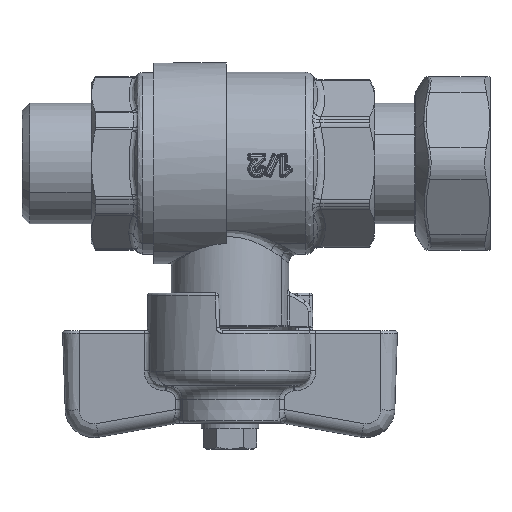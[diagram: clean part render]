
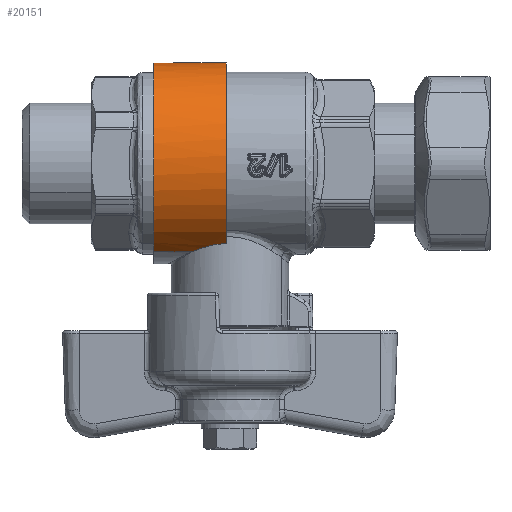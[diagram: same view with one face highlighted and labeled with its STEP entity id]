
A CAD part, top view. The second image highlights one B-rep face of the part: STEP entity #20151.
In plain terms, the highlighted cylindrical face has radius 17.4 mm (diameter 34.8 mm), a partial arc.
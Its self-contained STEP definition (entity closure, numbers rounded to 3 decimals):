
#19966=CARTESIAN_POINT('Control Point',(-13.179,-15.27,8.342)) ;
#19967=CARTESIAN_POINT('Control Point',(-13.179,-14.997,8.842)) ;
#19968=CARTESIAN_POINT('Control Point',(-13.179,-14.699,9.328)) ;
#19969=CARTESIAN_POINT('Control Point',(-13.179,-14.058,10.269)) ;
#19970=CARTESIAN_POINT('Control Point',(-13.179,-13.714,10.724)) ;
#19971=CARTESIAN_POINT('Control Point',(-13.179,-12.984,11.598)) ;
#19972=CARTESIAN_POINT('Control Point',(-13.179,-12.597,12.016)) ;
#19973=CARTESIAN_POINT('Control Point',(-13.179,-11.785,12.814)) ;
#19974=CARTESIAN_POINT('Control Point',(-13.179,-11.359,13.193)) ;
#19975=CARTESIAN_POINT('Control Point',(-13.179,-10.472,13.908)) ;
#19976=CARTESIAN_POINT('Control Point',(-13.179,-10.011,14.243)) ;
#19977=CARTESIAN_POINT('Control Point',(-13.179,-9.058,14.867)) ;
#19978=CARTESIAN_POINT('Control Point',(-13.179,-8.567,15.156)) ;
#19979=CARTESIAN_POINT('Control Point',(-13.179,-7.557,15.683)) ;
#19980=CARTESIAN_POINT('Control Point',(-13.179,-7.04,15.923)) ;
#19981=CARTESIAN_POINT('Control Point',(-13.179,-5.984,16.349)) ;
#19982=CARTESIAN_POINT('Control Point',(-13.179,-5.445,16.536)) ;
#19983=CARTESIAN_POINT('Control Point',(-13.179,-4.352,16.856)) ;
#19984=CARTESIAN_POINT('Control Point',(-13.179,-3.798,16.99)) ;
#19985=CARTESIAN_POINT('Control Point',(-13.179,-2.679,17.202)) ;
#19986=CARTESIAN_POINT('Control Point',(-13.179,-2.115,17.28)) ;
#19987=CARTESIAN_POINT('Control Point',(-13.179,-0.98,17.382)) ;
#19988=CARTESIAN_POINT('Control Point',(-13.179,-0.411,17.404)) ;
#19989=CARTESIAN_POINT('Control Point',(-13.179,0.728,17.394)) ;
#19990=CARTESIAN_POINT('Control Point',(-13.179,1.297,17.361)) ;
#19991=CARTESIAN_POINT('Control Point',(-13.179,2.43,17.239)) ;
#19992=CARTESIAN_POINT('Control Point',(-13.179,2.993,17.15)) ;
#19993=CARTESIAN_POINT('Control Point',(-13.179,4.108,16.918)) ;
#19994=CARTESIAN_POINT('Control Point',(-13.179,4.659,16.774)) ;
#19995=CARTESIAN_POINT('Control Point',(-13.179,5.746,16.434)) ;
#19996=CARTESIAN_POINT('Control Point',(-13.179,6.281,16.237)) ;
#19997=CARTESIAN_POINT('Control Point',(-13.179,7.329,15.791)) ;
#19998=CARTESIAN_POINT('Control Point',(-13.179,7.842,15.543)) ;
#19999=CARTESIAN_POINT('Control Point',(-13.179,8.842,14.997)) ;
#20000=CARTESIAN_POINT('Control Point',(-13.179,9.328,14.699)) ;
#20001=CARTESIAN_POINT('Control Point',(-13.179,10.269,14.058)) ;
#20002=CARTESIAN_POINT('Control Point',(-13.179,10.724,13.714)) ;
#20003=CARTESIAN_POINT('Control Point',(-13.179,11.598,12.984)) ;
#20004=CARTESIAN_POINT('Control Point',(-13.179,12.016,12.597)) ;
#20005=CARTESIAN_POINT('Control Point',(-13.179,12.814,11.785)) ;
#20006=CARTESIAN_POINT('Control Point',(-13.179,13.193,11.359)) ;
#20007=CARTESIAN_POINT('Control Point',(-13.179,13.908,10.472)) ;
#20008=CARTESIAN_POINT('Control Point',(-13.179,14.243,10.011)) ;
#20009=CARTESIAN_POINT('Control Point',(-13.179,14.867,9.058)) ;
#20010=CARTESIAN_POINT('Control Point',(-13.179,15.156,8.567)) ;
#20011=CARTESIAN_POINT('Control Point',(-13.179,15.683,7.557)) ;
#20012=CARTESIAN_POINT('Control Point',(-13.179,15.923,7.04)) ;
#20013=CARTESIAN_POINT('Control Point',(-13.179,16.349,5.984)) ;
#20014=CARTESIAN_POINT('Control Point',(-13.179,16.536,5.445)) ;
#20015=CARTESIAN_POINT('Control Point',(-13.179,16.856,4.352)) ;
#20016=CARTESIAN_POINT('Control Point',(-13.179,16.99,3.798)) ;
#20017=CARTESIAN_POINT('Control Point',(-13.179,17.202,2.679)) ;
#20018=CARTESIAN_POINT('Control Point',(-13.179,17.28,2.115)) ;
#20019=CARTESIAN_POINT('Control Point',(-13.179,17.382,0.98)) ;
#20020=CARTESIAN_POINT('Control Point',(-13.179,17.404,0.411)) ;
#20021=CARTESIAN_POINT('Control Point',(-13.179,17.394,-0.728)) ;
#20022=CARTESIAN_POINT('Control Point',(-13.179,17.361,-1.297)) ;
#20023=CARTESIAN_POINT('Control Point',(-13.179,17.239,-2.43)) ;
#20024=CARTESIAN_POINT('Control Point',(-13.179,17.15,-2.993)) ;
#20025=CARTESIAN_POINT('Control Point',(-13.179,16.918,-4.108)) ;
#20026=CARTESIAN_POINT('Control Point',(-13.179,16.774,-4.659)) ;
#20027=CARTESIAN_POINT('Control Point',(-13.179,16.434,-5.746)) ;
#20028=CARTESIAN_POINT('Control Point',(-13.179,16.237,-6.281)) ;
#20029=CARTESIAN_POINT('Control Point',(-13.179,15.791,-7.329)) ;
#20030=CARTESIAN_POINT('Control Point',(-13.179,15.543,-7.842)) ;
#20031=CARTESIAN_POINT('Control Point',(-13.179,15.27,-8.342)) ;
#20032=CARTESIAN_POINT('Vertex',(-13.179,-15.27,8.342)) ;
#20034=CARTESIAN_POINT('Vertex',(-13.179,15.27,-8.342)) ;
#20110=CARTESIAN_POINT('Axis2P3D Location',(-6.929,0.,0.)) ;
#20115=CARTESIAN_POINT('Axis2P3D Location',(-0.679,0.,0.)) ;
#20119=CARTESIAN_POINT('Vertex',(-0.679,-13.884,10.488)) ;
#20121=CARTESIAN_POINT('Vertex',(-0.679,15.27,-8.342)) ;
#20125=CARTESIAN_POINT('Control Point',(-6.556,-15.27,8.342)) ;
#20126=CARTESIAN_POINT('Control Point',(-5.572,-14.859,9.094)) ;
#20127=CARTESIAN_POINT('Control Point',(-4.472,-14.466,9.705)) ;
#20128=CARTESIAN_POINT('Control Point',(-3.27,-14.132,10.16)) ;
#20129=CARTESIAN_POINT('Control Point',(-1.982,-13.93,10.427)) ;
#20130=CARTESIAN_POINT('Control Point',(-0.679,-13.884,10.488)) ;
#20131=CARTESIAN_POINT('Vertex',(-6.556,-15.27,8.342)) ;
#20134=CARTESIAN_POINT('Line Origine',(-6.929,-15.27,8.342)) ;
#20139=CARTESIAN_POINT('Line Origine',(-6.929,15.27,-8.342)) ;
#20111=DIRECTION('Axis2P3D Direction',(-1.,0.,0.)) ;
#20112=DIRECTION('Axis2P3D XDirection',(0.,-0.479,-0.878)) ;
#20116=DIRECTION('Axis2P3D Direction',(-1.,0.,0.)) ;
#20135=DIRECTION('Vector Direction',(-1.,0.,0.)) ;
#20140=DIRECTION('Vector Direction',(-1.,0.,0.)) ;
#20113=AXIS2_PLACEMENT_3D('Cylinder Axis2P3D',#20110,#20111,#20112) ;
#20117=AXIS2_PLACEMENT_3D('Circle Axis2P3D',#20115,#20116,$) ;
#20145=ORIENTED_EDGE('',*,*,#20123,.F.) ;
#20146=ORIENTED_EDGE('',*,*,#20133,.F.) ;
#20147=ORIENTED_EDGE('',*,*,#20138,.T.) ;
#20148=ORIENTED_EDGE('',*,*,#20036,.T.) ;
#20149=ORIENTED_EDGE('',*,*,#20143,.T.) ;
#20136=VECTOR('Line Direction',#20135,1.) ;
#20141=VECTOR('Line Direction',#20140,1.) ;
#20151=ADVANCED_FACE('Sheet.5',(#20150),#20114,.F.) ;
#19965=B_SPLINE_CURVE_WITH_KNOTS('',3,(#19966,#19967,#19968,#19969,#19970,#19971,#19972,#19973,#19974,#19975,#19976,#19977,#19978,#19979,#19980,#19981,#19982,#19983,#19984,#19985,#19986,#19987,#19988,#19989,#19990,#19991,#19992,#19993,#19994,#19995,#19996,#19997,#19998,#19999,#20000,#20001,#20002,#20003,#20004,#20005,#20006,#20007,#20008,#20009,#20010,#20011,#20012,#20013,#20014,#20015,#20016,#20017,#20018,#20019,#20020,#20021,#20022,#20023,#20024,#20025,#20026,#20027,#20028,#20029,#20030,#20031),.UNSPECIFIED.,.F.,.U.,(4,2,2,2,2,2,2,2,2,2,2,2,2,2,2,2,2,2,2,2,2,2,2,2,2,2,2,2,2,2,2,2,4),(0.,1.708,3.415,5.123,6.83,8.538,10.245,11.953,13.66,15.368,17.076,18.783,20.491,22.198,23.906,25.613,27.321,29.028,30.736,32.444,34.151,35.859,37.566,39.274,40.981,42.689,44.396,46.104,47.812,49.519,51.227,52.934,54.642),.UNSPECIFIED.) ;
#20124=B_SPLINE_CURVE_WITH_KNOTS('',5,(#20125,#20126,#20127,#20128,#20129,#20130),.UNSPECIFIED.,.F.,.U.,(6,6),(0.,6.522),.UNSPECIFIED.) ;
#20118=CIRCLE('generated circle',#20117,17.4) ;
#20114=CYLINDRICAL_SURFACE('generated cylinder',#20113,17.4) ;
#20036=EDGE_CURVE('',#20033,#20035,#19965,.T.) ;
#20123=EDGE_CURVE('',#20120,#20122,#20118,.T.) ;
#20133=EDGE_CURVE('',#20132,#20120,#20124,.T.) ;
#20138=EDGE_CURVE('',#20132,#20033,#20137,.T.) ;
#20143=EDGE_CURVE('',#20035,#20122,#20142,.F.) ;
#20144=EDGE_LOOP('',(#20145,#20146,#20147,#20148,#20149)) ;
#20150=FACE_OUTER_BOUND('',#20144,.T.) ;
#20137=LINE('Line',#20134,#20136) ;
#20142=LINE('Line',#20139,#20141) ;
#20033=VERTEX_POINT('',#20032) ;
#20035=VERTEX_POINT('',#20034) ;
#20120=VERTEX_POINT('',#20119) ;
#20122=VERTEX_POINT('',#20121) ;
#20132=VERTEX_POINT('',#20131) ;
